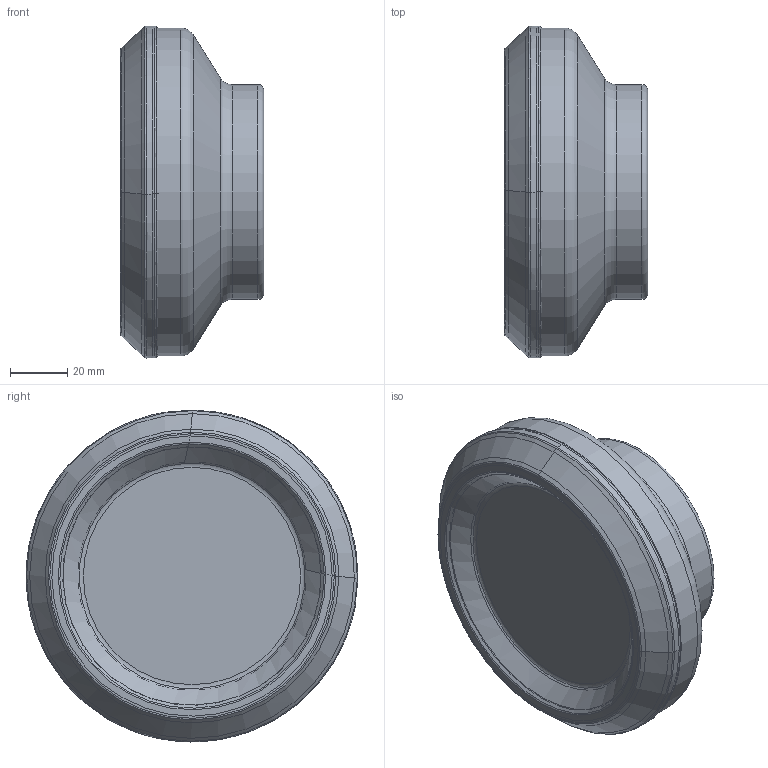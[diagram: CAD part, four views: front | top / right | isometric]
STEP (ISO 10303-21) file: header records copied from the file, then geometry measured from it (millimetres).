
FILE_DESCRIPTION(/* description */ (''),/* implementation_level */ '2;1');
FILE_NAME(/* name */ 'model1.stp',/* time_stamp */ '2023-10-04T14:50:24+03:00',/* author */ (''),/* organization */ (''),/* preprocessor_version */ 'ST-DEVELOPER v19.4',/* originating_system */ 'SIEMENS PLM Software NX2306.3001',/* authorisation */ '');
FILE_SCHEMA (('AUTOMOTIVE_DESIGN { 1 0 10303 214 3 1 1 1 }'));
Length unit declared in the file: millimetre
Products named in the file (1): model1_objects
Bounding box: 50.08 x 115.91 x 115.91 mm (x, y, z)
Volume: 419410.4 mm3; surface area: 49671 mm2
Topology: 2 solids, 2 shells, 71 faces, 139 edges, 70 vertices
Faces by surface type: bspline 56, torus 7, plane 2, cylinder 2, cone 2, revolution 2
Full cylindrical faces by diameter (mm): 75 x1, 114.5 x1
Entity records: 2493 total; most frequent: CARTESIAN_POINT 1120, ORIENTED_EDGE 252, DIRECTION 250, EDGE_CURVE 126, AXIS2_PLACEMENT_3D 108, EDGE_LOOP 84, ADVANCED_FACE 71, CIRCLE 70
